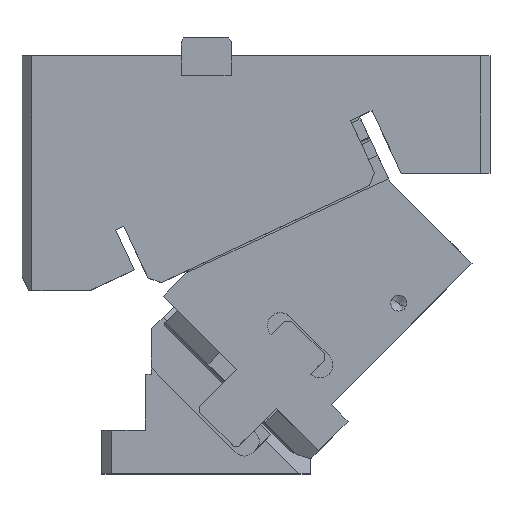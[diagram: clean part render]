
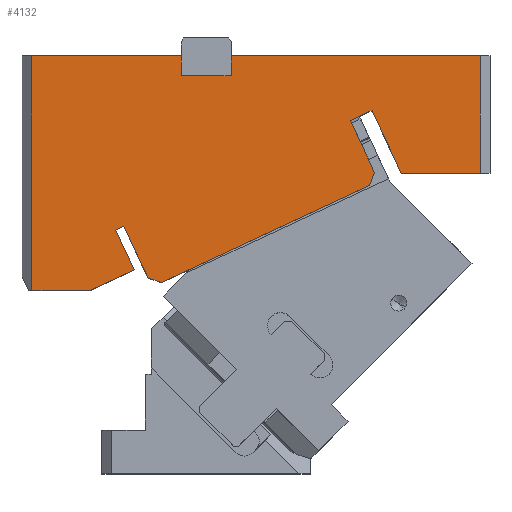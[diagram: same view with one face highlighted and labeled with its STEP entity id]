
A CAD part, top view. The second image highlights one B-rep face of the part: STEP entity #4132.
In plain terms, the highlighted planar face has unit normal (0, 0, 1).
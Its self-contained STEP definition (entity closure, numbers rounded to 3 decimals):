
#70=CARTESIAN_POINT('Vertex',(-175.,-3.,30.)) ;
#73=CARTESIAN_POINT('Line Origine',(-175.,56.,30.)) ;
#77=CARTESIAN_POINT('Vertex',(-175.,115.,30.)) ;
#558=CARTESIAN_POINT('Vertex',(10.451,56.,30.)) ;
#561=CARTESIAN_POINT('Line Origine',(3.107,71.748,30.)) ;
#565=CARTESIAN_POINT('Vertex',(-4.236,87.496,30.)) ;
#888=CARTESIAN_POINT('Vertex',(-100.,105.,30.)) ;
#895=CARTESIAN_POINT('Vertex',(-100.,115.,30.)) ;
#898=CARTESIAN_POINT('Line Origine',(-100.,110.,30.)) ;
#915=CARTESIAN_POINT('Line Origine',(-87.5,105.,30.)) ;
#919=CARTESIAN_POINT('Vertex',(-75.,105.,30.)) ;
#938=CARTESIAN_POINT('Vertex',(-75.,115.,30.)) ;
#941=CARTESIAN_POINT('Line Origine',(-75.,110.,30.)) ;
#992=CARTESIAN_POINT('Line Origine',(-9.079,69.488,30.)) ;
#996=CARTESIAN_POINT('Vertex',(-3.047,56.552,30.)) ;
#998=CARTESIAN_POINT('Vertex',(-15.112,82.424,30.)) ;
#1054=CARTESIAN_POINT('Vertex',(50.,56.,30.)) ;
#1068=CARTESIAN_POINT('Vertex',(50.,115.,30.)) ;
#1071=CARTESIAN_POINT('Line Origine',(50.,85.5,30.)) ;
#1096=CARTESIAN_POINT('Vertex',(-116.789,3.513,30.)) ;
#1099=CARTESIAN_POINT('Line Origine',(-122.821,16.45,30.)) ;
#1103=CARTESIAN_POINT('Vertex',(-128.853,29.386,30.)) ;
#1143=CARTESIAN_POINT('Vertex',(-110.144,1.095,30.)) ;
#1148=CARTESIAN_POINT('Line Origine',(-113.466,2.304,30.)) ;
#1165=CARTESIAN_POINT('Line Origine',(-57.805,25.501,30.)) ;
#1169=CARTESIAN_POINT('Vertex',(-5.466,49.907,30.)) ;
#1196=CARTESIAN_POINT('Line Origine',(-4.256,53.23,30.)) ;
#3790=CARTESIAN_POINT('Vertex',(-132.932,27.484,30.)) ;
#3793=CARTESIAN_POINT('Line Origine',(-128.283,17.515,30.)) ;
#3797=CARTESIAN_POINT('Vertex',(-123.634,7.545,30.)) ;
#3846=CARTESIAN_POINT('Line Origine',(-12.5,115.,30.)) ;
#3879=CARTESIAN_POINT('Line Origine',(30.225,56.,30.)) ;
#3916=CARTESIAN_POINT('Line Origine',(-130.892,28.435,30.)) ;
#3921=CARTESIAN_POINT('Line Origine',(-9.674,84.96,30.)) ;
#3990=CARTESIAN_POINT('Line Origine',(-137.5,115.,30.)) ;
#4085=CARTESIAN_POINT('Vertex',(-146.248,-3.,30.)) ;
#4088=CARTESIAN_POINT('Line Origine',(-134.941,2.273,30.)) ;
#4101=CARTESIAN_POINT('Axis2P3D Location',(-180.,115.,30.)) ;
#4106=CARTESIAN_POINT('Line Origine',(-160.624,-3.,30.)) ;
#74=DIRECTION('Vector Direction',(0.,-1.,0.)) ;
#562=DIRECTION('Vector Direction',(0.423,-0.906,0.)) ;
#899=DIRECTION('Vector Direction',(0.,1.,0.)) ;
#916=DIRECTION('Vector Direction',(1.,0.,0.)) ;
#942=DIRECTION('Vector Direction',(0.,1.,0.)) ;
#993=DIRECTION('Vector Direction',(-0.423,0.906,0.)) ;
#1072=DIRECTION('Vector Direction',(0.,1.,0.)) ;
#1100=DIRECTION('Vector Direction',(0.423,-0.906,0.)) ;
#1149=DIRECTION('Vector Direction',(-0.94,0.342,0.)) ;
#1166=DIRECTION('Vector Direction',(0.906,0.423,0.)) ;
#1197=DIRECTION('Vector Direction',(0.342,0.94,0.)) ;
#3794=DIRECTION('Vector Direction',(-0.423,0.906,0.)) ;
#3847=DIRECTION('Vector Direction',(-1.,0.,0.)) ;
#3880=DIRECTION('Vector Direction',(1.,0.,0.)) ;
#3917=DIRECTION('Vector Direction',(-0.906,-0.423,0.)) ;
#3922=DIRECTION('Vector Direction',(0.906,0.423,0.)) ;
#3991=DIRECTION('Vector Direction',(-1.,0.,0.)) ;
#4089=DIRECTION('Vector Direction',(0.906,0.423,0.)) ;
#4102=DIRECTION('Axis2P3D Direction',(0.,0.,1.)) ;
#4103=DIRECTION('Axis2P3D XDirection',(1.,0.,0.)) ;
#4107=DIRECTION('Vector Direction',(1.,0.,0.)) ;
#4104=AXIS2_PLACEMENT_3D('Plane Axis2P3D',#4101,#4102,#4103) ;
#4112=ORIENTED_EDGE('',*,*,#1000,.T.) ;
#4113=ORIENTED_EDGE('',*,*,#3925,.T.) ;
#4114=ORIENTED_EDGE('',*,*,#567,.T.) ;
#4115=ORIENTED_EDGE('',*,*,#3883,.T.) ;
#4116=ORIENTED_EDGE('',*,*,#1075,.T.) ;
#4117=ORIENTED_EDGE('',*,*,#3850,.T.) ;
#4118=ORIENTED_EDGE('',*,*,#945,.F.) ;
#4119=ORIENTED_EDGE('',*,*,#921,.F.) ;
#4120=ORIENTED_EDGE('',*,*,#902,.T.) ;
#4121=ORIENTED_EDGE('',*,*,#3994,.T.) ;
#4122=ORIENTED_EDGE('',*,*,#79,.T.) ;
#4123=ORIENTED_EDGE('',*,*,#4110,.T.) ;
#4124=ORIENTED_EDGE('',*,*,#4092,.T.) ;
#4125=ORIENTED_EDGE('',*,*,#3799,.T.) ;
#4126=ORIENTED_EDGE('',*,*,#3920,.F.) ;
#4127=ORIENTED_EDGE('',*,*,#1105,.T.) ;
#4128=ORIENTED_EDGE('',*,*,#1152,.T.) ;
#4129=ORIENTED_EDGE('',*,*,#1171,.T.) ;
#4130=ORIENTED_EDGE('',*,*,#1200,.T.) ;
#75=VECTOR('Line Direction',#74,1.) ;
#563=VECTOR('Line Direction',#562,1.) ;
#900=VECTOR('Line Direction',#899,1.) ;
#917=VECTOR('Line Direction',#916,1.) ;
#943=VECTOR('Line Direction',#942,1.) ;
#994=VECTOR('Line Direction',#993,1.) ;
#1073=VECTOR('Line Direction',#1072,1.) ;
#1101=VECTOR('Line Direction',#1100,1.) ;
#1150=VECTOR('Line Direction',#1149,1.) ;
#1167=VECTOR('Line Direction',#1166,1.) ;
#1198=VECTOR('Line Direction',#1197,1.) ;
#3795=VECTOR('Line Direction',#3794,1.) ;
#3848=VECTOR('Line Direction',#3847,1.) ;
#3881=VECTOR('Line Direction',#3880,1.) ;
#3918=VECTOR('Line Direction',#3917,1.) ;
#3923=VECTOR('Line Direction',#3922,1.) ;
#3992=VECTOR('Line Direction',#3991,1.) ;
#4090=VECTOR('Line Direction',#4089,1.) ;
#4108=VECTOR('Line Direction',#4107,1.) ;
#4132=ADVANCED_FACE('CAM HOLDER',(#4131),#4105,.T.) ;
#79=EDGE_CURVE('',#78,#71,#76,.T.) ;
#567=EDGE_CURVE('',#566,#559,#564,.T.) ;
#902=EDGE_CURVE('',#889,#896,#901,.T.) ;
#921=EDGE_CURVE('',#889,#920,#918,.T.) ;
#945=EDGE_CURVE('',#920,#939,#944,.T.) ;
#1000=EDGE_CURVE('',#997,#999,#995,.T.) ;
#1075=EDGE_CURVE('',#1055,#1069,#1074,.T.) ;
#1105=EDGE_CURVE('',#1104,#1097,#1102,.T.) ;
#1152=EDGE_CURVE('',#1097,#1144,#1151,.F.) ;
#1171=EDGE_CURVE('',#1144,#1170,#1168,.T.) ;
#1200=EDGE_CURVE('',#1170,#997,#1199,.T.) ;
#3799=EDGE_CURVE('',#3798,#3791,#3796,.T.) ;
#3850=EDGE_CURVE('',#1069,#939,#3849,.T.) ;
#3883=EDGE_CURVE('',#559,#1055,#3882,.T.) ;
#3920=EDGE_CURVE('',#1104,#3791,#3919,.T.) ;
#3925=EDGE_CURVE('',#999,#566,#3924,.T.) ;
#3994=EDGE_CURVE('',#896,#78,#3993,.T.) ;
#4092=EDGE_CURVE('',#4086,#3798,#4091,.T.) ;
#4110=EDGE_CURVE('',#71,#4086,#4109,.T.) ;
#4111=EDGE_LOOP('',(#4112,#4113,#4114,#4115,#4116,#4117,#4118,#4119,#4120,#4121,#4122,#4123,#4124,#4125,#4126,#4127,#4128,#4129,#4130)) ;
#4131=FACE_OUTER_BOUND('',#4111,.T.) ;
#76=LINE('Line',#73,#75) ;
#564=LINE('Line',#561,#563) ;
#901=LINE('Line',#898,#900) ;
#918=LINE('Line',#915,#917) ;
#944=LINE('Line',#941,#943) ;
#995=LINE('Line',#992,#994) ;
#1074=LINE('Line',#1071,#1073) ;
#1102=LINE('Line',#1099,#1101) ;
#1151=LINE('Line',#1148,#1150) ;
#1168=LINE('Line',#1165,#1167) ;
#1199=LINE('Line',#1196,#1198) ;
#3796=LINE('Line',#3793,#3795) ;
#3849=LINE('Line',#3846,#3848) ;
#3882=LINE('Line',#3879,#3881) ;
#3919=LINE('Line',#3916,#3918) ;
#3924=LINE('Line',#3921,#3923) ;
#3993=LINE('Line',#3990,#3992) ;
#4091=LINE('Line',#4088,#4090) ;
#4109=LINE('Line',#4106,#4108) ;
#4105=PLANE('Plane',#4104) ;
#71=VERTEX_POINT('',#70) ;
#78=VERTEX_POINT('',#77) ;
#559=VERTEX_POINT('',#558) ;
#566=VERTEX_POINT('',#565) ;
#889=VERTEX_POINT('',#888) ;
#896=VERTEX_POINT('',#895) ;
#920=VERTEX_POINT('',#919) ;
#939=VERTEX_POINT('',#938) ;
#997=VERTEX_POINT('',#996) ;
#999=VERTEX_POINT('',#998) ;
#1055=VERTEX_POINT('',#1054) ;
#1069=VERTEX_POINT('',#1068) ;
#1097=VERTEX_POINT('',#1096) ;
#1104=VERTEX_POINT('',#1103) ;
#1144=VERTEX_POINT('',#1143) ;
#1170=VERTEX_POINT('',#1169) ;
#3791=VERTEX_POINT('',#3790) ;
#3798=VERTEX_POINT('',#3797) ;
#4086=VERTEX_POINT('',#4085) ;
